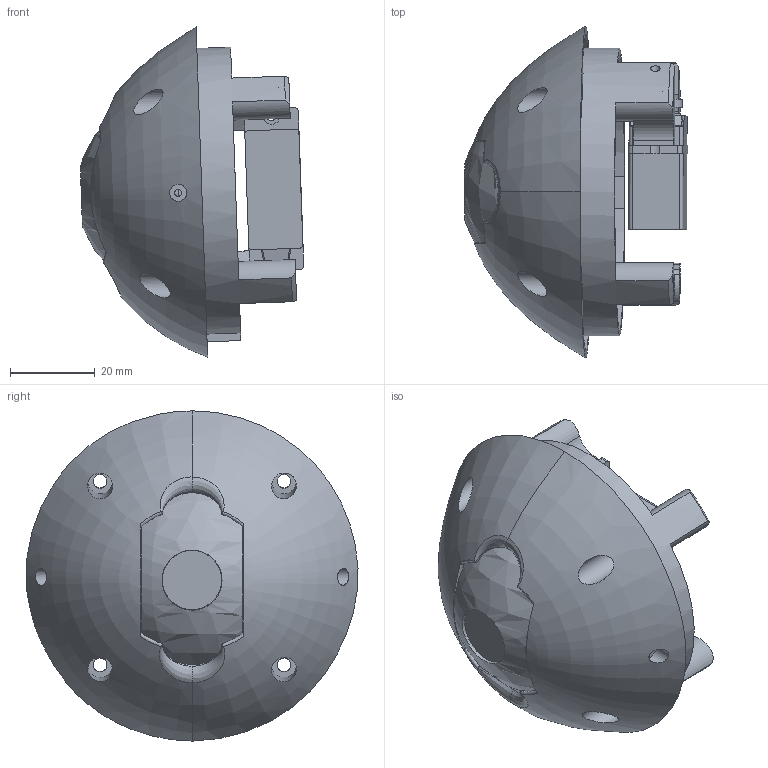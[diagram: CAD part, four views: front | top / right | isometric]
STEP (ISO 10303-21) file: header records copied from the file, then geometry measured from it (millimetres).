
FILE_DESCRIPTION(/* description */ (''),/* implementation_level */ '2;1');
FILE_NAME(/* name */ '机头摄像头.stp',/* time_stamp */ '2025-02-13T09:49:10+08:00',/* author */ (''),/* organization */ (''),/* preprocessor_version */ 'ST-DEVELOPER v16.7',/* originating_system */ 'SIEMENS PLM Software NX 12.0',/* authorisation */ '');
FILE_SCHEMA (('AUTOMOTIVE_DESIGN { 1 0 10303 214 3 1 1 1 }'));
Length unit declared in the file: millimetre
Products named in the file (1): Admi3D54E09Ellxj
Bounding box: 52.85 x 78.55 x 78.12 mm (x, y, z)
Volume: 40574.9 mm3; surface area: 39128.5 mm2
Topology: 5 solids, 5 shells, 413 faces, 1240 edges, 838 vertices
Faces by surface type: cylinder 180, plane 159, bspline 49, torus 10, sphere 6, cone 5, extrusion 4
Full cylindrical faces by diameter (mm): 1.7 x7, 1.8 x1, 2 x2, 2.15 x2, 2.2 x6, 2.5 x1, 3.2 x4, 4 x2, 5 x1, 5.9 x4, 8 x2, 9 x1, 10 x2, 14 x1, 14.2 x1
Entity records: 19617 total; most frequent: CARTESIAN_POINT 9149, ORIENTED_EDGE 2330, DIRECTION 1927, EDGE_CURVE 1165, VERTEX_POINT 806, AXIS2_PLACEMENT_3D 748, EDGE_LOOP 511, VECTOR 431
